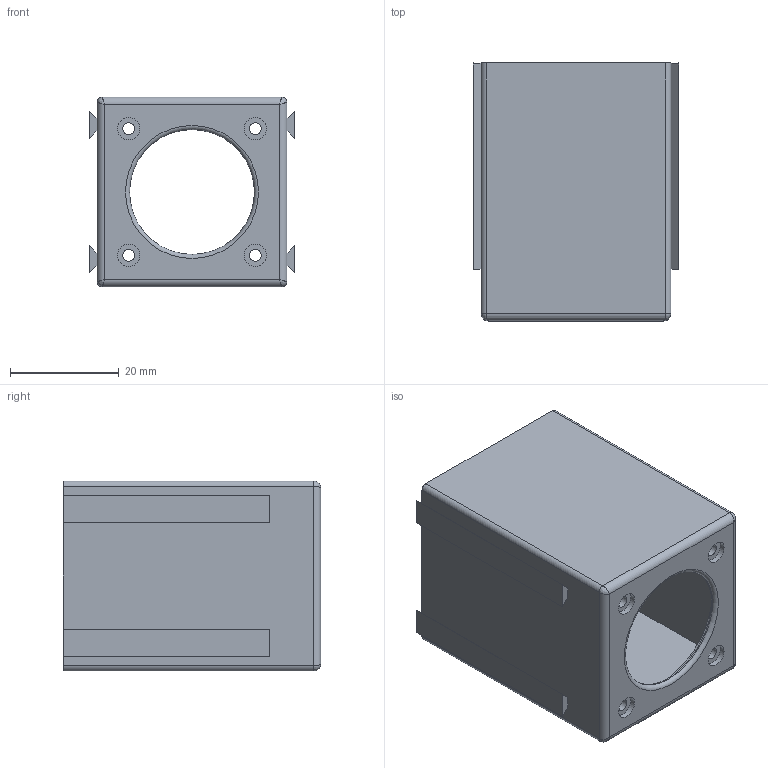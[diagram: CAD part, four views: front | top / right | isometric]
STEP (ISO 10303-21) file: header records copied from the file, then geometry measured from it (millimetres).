
FILE_DESCRIPTION(/* description */ ('Alibre Inc.'),/* implementation_level */ '2;1');
FILE_NAME(/* name */ 'export-400CED5D-0F75-47DB-96BA-1BE44DB17E5F',/* time_stamp */ '2025-09-06T15:28:02+02:00',/* author */ (''),/* organization */ (''),/* preprocessor_version */ 'ST-DEVELOPER v17',/* originating_system */ 'Alibre',/* authorisation */ '');
FILE_SCHEMA (('CONFIG_CONTROL_DESIGN'));
Length unit declared in the file: millimetre
Bounding box: 37.83 x 47.5 x 35 mm (x, y, z)
Volume: 14309.2 mm3; surface area: 14999.1 mm2
Topology: 1 solids, 1 shells, 55 faces, 132 edges, 81 vertices
Faces by surface type: plane 32, cylinder 18, bspline 4, torus 1
Full cylindrical faces by diameter (mm): 2.2 x4, 4.15 x4, 23 x1, 26.2 x1
Entity records: 2148 total; most frequent: CARTESIAN_POINT 877, ORIENTED_EDGE 234, DIRECTION 203, EDGE_CURVE 117, EDGE_LOOP 82, FACE_BOUND 82, VERTEX_POINT 81, AXIS2_PLACEMENT_3D 80
